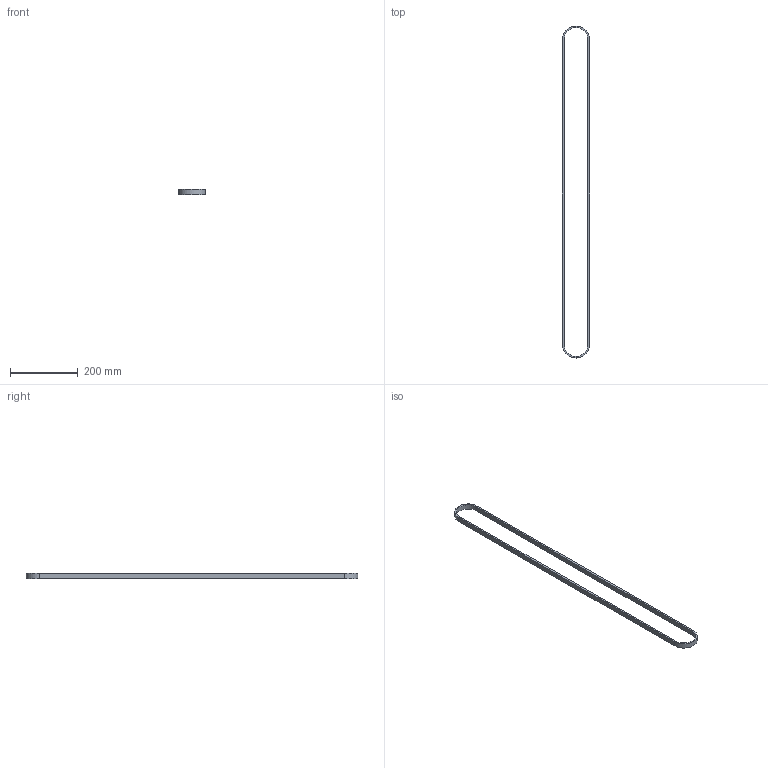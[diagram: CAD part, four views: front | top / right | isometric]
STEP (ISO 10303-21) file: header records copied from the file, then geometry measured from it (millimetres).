
FILE_DESCRIPTION (( 'STEP AP203' ), '1' );
FILE_NAME ('Belt_path.STEP', '2022-02-24T15:33:23', ( '' ), ( '' ), 'SwSTEP 2.0', 'SolidWorks 2018', '' );
FILE_SCHEMA (( 'CONFIG_CONTROL_DESIGN' ));
Length unit declared in the file: inch
Products named in the file (1): Belt_path
Bounding box: 80 x 980 x 15 mm (x, y, z)
Volume: 152671.5 mm3; surface area: 81424.8 mm2
Topology: 1 solids, 1 shells, 16 faces, 32 edges, 16 vertices
Faces by surface type: plane 12, cylinder 4
Entity records: 479 total; most frequent: DIRECTION 74, CARTESIAN_POINT 65, ORIENTED_EDGE 64, EDGE_CURVE 32, AXIS2_PLACEMENT_3D 25, LINE 24, VECTOR 24, ADVANCED_FACE 16
